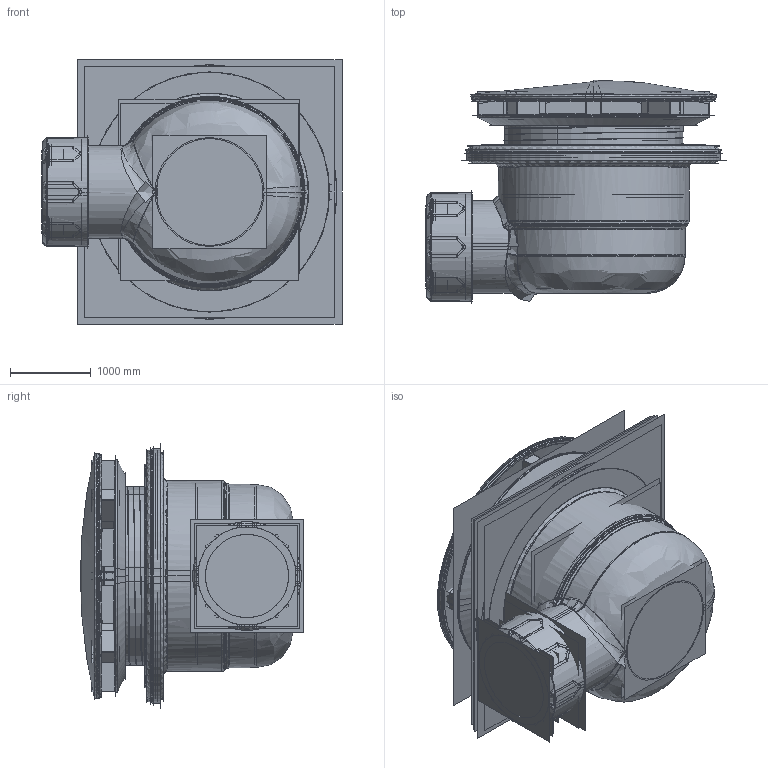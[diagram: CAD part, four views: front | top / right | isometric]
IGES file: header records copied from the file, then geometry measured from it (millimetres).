
Start section:  PTC IGES file: waste-assemble.igs
Global section: file name: waste-assemble.igs; native system: Creo Parametric by Parametric Technology Corporation; preprocessor: 2014200; author: Administrator; organization: Unknown; date: 20201016.095558; units: inch
Bounding box: 3710.32 x 2759.96 x 3276.57 mm (x, y, z)
Volume: 4297452773.3 mm3; surface area: 1163994307.7 mm2
Topology: 12 solids, 12 shells, 1918 faces, 9680 edges, 12124 vertices
Faces by surface type: bspline 1014, revolution 880, extrusion 24
